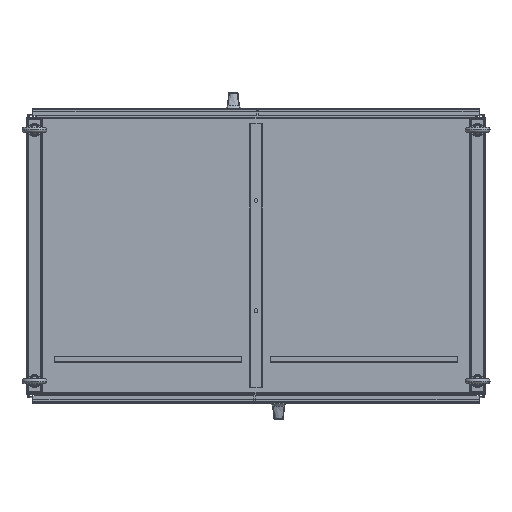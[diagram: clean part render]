
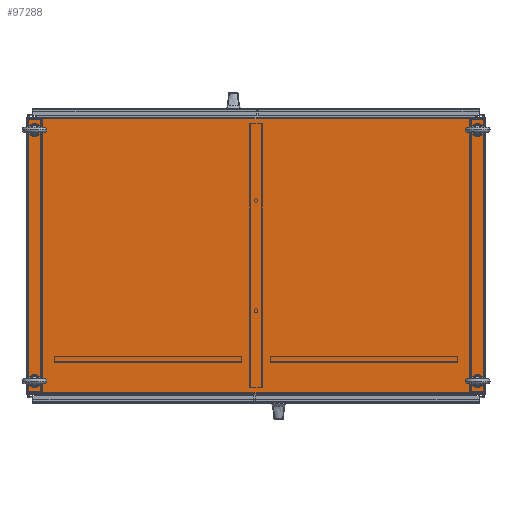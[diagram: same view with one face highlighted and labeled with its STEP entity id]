
A CAD part, top view. The second image highlights one B-rep face of the part: STEP entity #97288.
In plain terms, the highlighted planar face has unit normal (0, 0, 1).
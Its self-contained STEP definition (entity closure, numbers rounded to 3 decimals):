
#590 = DIRECTION ( 'NONE',  ( 0., 0., -1. ) ) ;
#1668 = VERTEX_POINT ( 'NONE', #103474 ) ;
#2316 = ORIENTED_EDGE ( 'NONE', *, *, #152845, .T. ) ;
#3603 = AXIS2_PLACEMENT_3D ( 'NONE', #22922, #20360, #154180 ) ;
#4501 = FACE_BOUND ( 'NONE', #65297, .T. ) ;
#8136 = DIRECTION ( 'NONE',  ( 0., 0., -1. ) ) ;
#10155 = CARTESIAN_POINT ( 'NONE',  ( -28.935, 16.406, 71.965 ) ) ;
#12062 = CARTESIAN_POINT ( 'NONE',  ( -29.935, 17.887, 71.965 ) ) ;
#15456 = EDGE_CURVE ( 'NONE', #104819, #146366, #47255, .T. ) ;
#16153 = EDGE_LOOP ( 'NONE', ( #2316, #125955 ) ) ;
#16400 = CARTESIAN_POINT ( 'NONE',  ( 29.31, 16.406, 71.965 ) ) ;
#17454 = DIRECTION ( 'NONE',  ( 1., 0., 0. ) ) ;
#18439 = CARTESIAN_POINT ( 'NONE',  ( 28.56, 16.406, 71.965 ) ) ;
#18817 = CIRCLE ( 'NONE', #129143, 0.375 ) ;
#20360 = DIRECTION ( 'NONE',  ( 0., 0., -1. ) ) ;
#21083 = ORIENTED_EDGE ( 'NONE', *, *, #15456, .T. ) ;
#21365 = EDGE_CURVE ( 'NONE', #70836, #121730, #120971, .T. ) ;
#22214 = CARTESIAN_POINT ( 'NONE',  ( 28.56, -16.406, 71.965 ) ) ;
#22922 = CARTESIAN_POINT ( 'NONE',  ( 28.935, 16.406, 71.965 ) ) ;
#28722 = FACE_OUTER_BOUND ( 'NONE', #95345, .T. ) ;
#29577 = FACE_BOUND ( 'NONE', #61407, .T. ) ;
#32243 = CIRCLE ( 'NONE', #167372, 0.375 ) ;
#36469 = VECTOR ( 'NONE', #95233, 39.37 ) ;
#38308 = DIRECTION ( 'NONE',  ( 1., 0., 0. ) ) ;
#39224 = ORIENTED_EDGE ( 'NONE', *, *, #49105, .T. ) ;
#40822 = AXIS2_PLACEMENT_3D ( 'NONE', #132711, #65437, #52467 ) ;
#40898 = VERTEX_POINT ( 'NONE', #18439 ) ;
#42378 = EDGE_CURVE ( 'NONE', #67103, #1668, #158410, .T. ) ;
#44035 = DIRECTION ( 'NONE',  ( 1., 0., 0. ) ) ;
#44272 = FACE_BOUND ( 'NONE', #118738, .T. ) ;
#44639 = CIRCLE ( 'NONE', #141132, 0.375 ) ;
#44886 = DIRECTION ( 'NONE',  ( 0., 0., -1. ) ) ;
#45120 = CARTESIAN_POINT ( 'NONE',  ( -29.935, -18.03, 71.965 ) ) ;
#47255 = LINE ( 'NONE', #87826, #56213 ) ;
#48095 = DIRECTION ( 'NONE',  ( 1., 0., 0. ) ) ;
#49105 = EDGE_CURVE ( 'NONE', #60667, #104819, #82282, .T. ) ;
#52467 = DIRECTION ( 'NONE',  ( 1., 0., 0. ) ) ;
#53006 = CARTESIAN_POINT ( 'NONE',  ( -29.935, -18.03, 71.965 ) ) ;
#56213 = VECTOR ( 'NONE', #48095, 39.37 ) ;
#57225 = DIRECTION ( 'NONE',  ( 0., 0., 1. ) ) ;
#60667 = VERTEX_POINT ( 'NONE', #166943 ) ;
#61407 = EDGE_LOOP ( 'NONE', ( #124450, #81244 ) ) ;
#63422 = CARTESIAN_POINT ( 'NONE',  ( 28.935, -16.406, 71.965 ) ) ;
#65016 = CARTESIAN_POINT ( 'NONE',  ( -29.31, -16.406, 71.965 ) ) ;
#65297 = EDGE_LOOP ( 'NONE', ( #105192, #165016 ) ) ;
#65437 = DIRECTION ( 'NONE',  ( 0., 0., -1. ) ) ;
#67103 = VERTEX_POINT ( 'NONE', #22214 ) ;
#69309 = DIRECTION ( 'NONE',  ( 0., 1., 0. ) ) ;
#69488 = ORIENTED_EDGE ( 'NONE', *, *, #102298, .T. ) ;
#70836 = VERTEX_POINT ( 'NONE', #145624 ) ;
#73069 = CARTESIAN_POINT ( 'NONE',  ( 29.935, -17.887, 71.965 ) ) ;
#73707 = DIRECTION ( 'NONE',  ( -1., 0., 0. ) ) ;
#80142 = EDGE_CURVE ( 'NONE', #1668, #67103, #32243, .T. ) ;
#81244 = ORIENTED_EDGE ( 'NONE', *, *, #165756, .T. ) ;
#82282 = LINE ( 'NONE', #53006, #36469 ) ;
#83109 = LINE ( 'NONE', #95218, #86413 ) ;
#83766 = VERTEX_POINT ( 'NONE', #156149 ) ;
#85807 = LINE ( 'NONE', #12062, #162357 ) ;
#86413 = VECTOR ( 'NONE', #69309, 39.37 ) ;
#87826 = CARTESIAN_POINT ( 'NONE',  ( -29.935, -17.887, 71.965 ) ) ;
#87825 = AXIS2_PLACEMENT_3D ( 'NONE', #96692, #44886, #44035 ) ;
#93504 = DIRECTION ( 'NONE',  ( 0., 0., -1. ) ) ;
#95218 = CARTESIAN_POINT ( 'NONE',  ( 29.935, -18.03, 71.965 ) ) ;
#95233 = DIRECTION ( 'NONE',  ( 0., -1., 0. ) ) ;
#95345 = EDGE_LOOP ( 'NONE', ( #39224, #21083, #69488, #155674 ) ) ;
#96420 = EDGE_CURVE ( 'NONE', #109531, #60667, #85807, .T. ) ;
#96692 = CARTESIAN_POINT ( 'NONE',  ( -28.935, -16.406, 71.965 ) ) ;
#96864 = VERTEX_POINT ( 'NONE', #101784 ) ;
#97288 = ADVANCED_FACE ( 'NONE', ( #28722, #29577, #44272, #4501, #135761 ), #149588, .T. ) ;
#99268 = AXIS2_PLACEMENT_3D ( 'NONE', #45120, #57225, #17454 ) ;
#100416 = DIRECTION ( 'NONE',  ( 1., 0., 0. ) ) ;
#101345 = CARTESIAN_POINT ( 'NONE',  ( -28.935, 16.406, 71.965 ) ) ;
#101784 = CARTESIAN_POINT ( 'NONE',  ( -28.56, 16.406, 71.965 ) ) ;
#102298 = EDGE_CURVE ( 'NONE', #146366, #109531, #83109, .T. ) ;
#103474 = CARTESIAN_POINT ( 'NONE',  ( 29.31, -16.406, 71.965 ) ) ;
#104819 = VERTEX_POINT ( 'NONE', #119235 ) ;
#105192 = ORIENTED_EDGE ( 'NONE', *, *, #80142, .T. ) ;
#109531 = VERTEX_POINT ( 'NONE', #127874 ) ;
#115566 = DIRECTION ( 'NONE',  ( 1., 0., 0. ) ) ;
#116096 = DIRECTION ( 'NONE',  ( 1., 0., 0. ) ) ;
#118129 = CIRCLE ( 'NONE', #40822, 0.375 ) ;
#118548 = EDGE_CURVE ( 'NONE', #96864, #83766, #18817, .T. ) ;
#118738 = EDGE_LOOP ( 'NONE', ( #127453, #133686 ) ) ;
#119235 = CARTESIAN_POINT ( 'NONE',  ( -29.935, -17.887, 71.965 ) ) ;
#119424 = CARTESIAN_POINT ( 'NONE',  ( -28.935, -16.406, 71.965 ) ) ;
#120971 = CIRCLE ( 'NONE', #87825, 0.375 ) ;
#121730 = VERTEX_POINT ( 'NONE', #65016 ) ;
#124450 = ORIENTED_EDGE ( 'NONE', *, *, #21365, .T. ) ;
#125466 = VERTEX_POINT ( 'NONE', #16400 ) ;
#125955 = ORIENTED_EDGE ( 'NONE', *, *, #146196, .T. ) ;
#126298 = CARTESIAN_POINT ( 'NONE',  ( 28.935, -16.406, 71.965 ) ) ;
#127128 = DIRECTION ( 'NONE',  ( 0., 0., -1. ) ) ;
#127453 = ORIENTED_EDGE ( 'NONE', *, *, #118548, .T. ) ;
#127874 = CARTESIAN_POINT ( 'NONE',  ( 29.935, 17.887, 71.965 ) ) ;
#129143 = AXIS2_PLACEMENT_3D ( 'NONE', #101345, #141002, #170340 ) ;
#132711 = CARTESIAN_POINT ( 'NONE',  ( 28.935, 16.406, 71.965 ) ) ;
#133686 = ORIENTED_EDGE ( 'NONE', *, *, #158185, .T. ) ;
#134011 = AXIS2_PLACEMENT_3D ( 'NONE', #10155, #590, #115566 ) ;
#135761 = FACE_BOUND ( 'NONE', #16153, .T. ) ;
#141002 = DIRECTION ( 'NONE',  ( 0., 0., -1. ) ) ;
#141132 = AXIS2_PLACEMENT_3D ( 'NONE', #119424, #93504, #38308 ) ;
#145624 = CARTESIAN_POINT ( 'NONE',  ( -28.56, -16.406, 71.965 ) ) ;
#146196 = EDGE_CURVE ( 'NONE', #40898, #125466, #118129, .T. ) ;
#146366 = VERTEX_POINT ( 'NONE', #73069 ) ;
#147394 = AXIS2_PLACEMENT_3D ( 'NONE', #63422, #8136, #116096 ) ;
#149588 = PLANE ( 'NONE',  #99268 ) ;
#152845 = EDGE_CURVE ( 'NONE', #125466, #40898, #163664, .T. ) ;
#154180 = DIRECTION ( 'NONE',  ( 1., 0., 0. ) ) ;
#155674 = ORIENTED_EDGE ( 'NONE', *, *, #96420, .T. ) ;
#156149 = CARTESIAN_POINT ( 'NONE',  ( -29.31, 16.406, 71.965 ) ) ;
#158185 = EDGE_CURVE ( 'NONE', #83766, #96864, #167213, .T. ) ;
#158410 = CIRCLE ( 'NONE', #147394, 0.375 ) ;
#162357 = VECTOR ( 'NONE', #73707, 39.37 ) ;
#163664 = CIRCLE ( 'NONE', #3603, 0.375 ) ;
#165016 = ORIENTED_EDGE ( 'NONE', *, *, #42378, .T. ) ;
#165756 = EDGE_CURVE ( 'NONE', #121730, #70836, #44639, .T. ) ;
#166943 = CARTESIAN_POINT ( 'NONE',  ( -29.935, 17.887, 71.965 ) ) ;
#167213 = CIRCLE ( 'NONE', #134011, 0.375 ) ;
#167372 = AXIS2_PLACEMENT_3D ( 'NONE', #126298, #127128, #100416 ) ;
#170340 = DIRECTION ( 'NONE',  ( 1., 0., 0. ) ) ;
